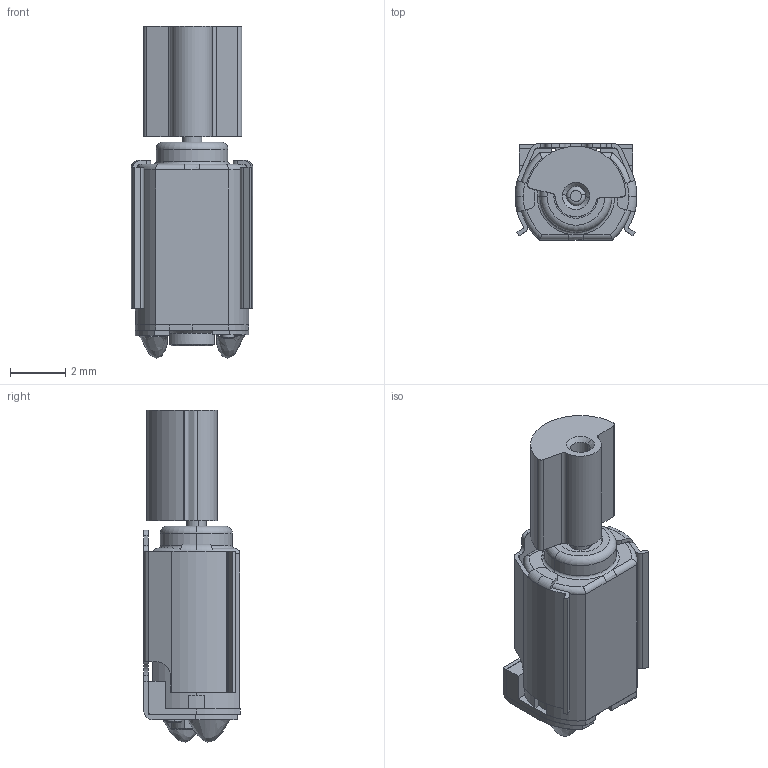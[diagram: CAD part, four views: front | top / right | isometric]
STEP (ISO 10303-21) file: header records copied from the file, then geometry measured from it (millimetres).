
FILE_DESCRIPTION(('FreeCAD Model'),'2;1');
FILE_NAME('VZ43FM1B8230001L-.stp', '2020-08-20T10:32:09',('Author'),(''), 'Open CASCADE STEP processor 7.3','FreeCAD','Unknown');
FILE_SCHEMA(('AUTOMOTIVE_DESIGN { 1 0 10303 214 1 1 1 1 }'));
Length unit declared in the file: millimetre
Products named in the file (49): VZ43FM1B8230001L__ASM; VZ43FM1B8230001L__1_ASM; 0_ASM; _4738301; _4738302; _4738303; 0002; 000; VZ43FM1B823000001_ASM; VZ43FM1B8230001L-431100_ASM; 431100_ASM; _50270; _57100; _146200; _2419800; _248910; _3048600; _327960; _3543000; _3844700; _424500; _4738300; _490330; _513520; _519830; 431100; 431100_ASM001; _73400; _129710; _192530; N-20907; _367640; 43119_7_0_7_900; 000_ASM; _225540; _394290; __3_00_ASM; _17430; _96650; _401020 ...
Assembly tree (55 placements, depth 6):
  VZ43FM1B8230001L__ASM
    VZ43FM1B8230001L__1_ASM
      0_ASM
        _4738301
        _4738302
        _4738303
      0002  x3
      000
      VZ43FM1B823000001_ASM
        VZ43FM1B8230001L-431100_ASM
          431100_ASM
            _50270
            _57100
            _146200
            _2419800
            _248910
            _3048600
            _327960
            _3543000
            _3844700
            _424500
            _4738300
            _490330
            _513520
            _519830
          431100
          431100_ASM001
            _73400
            _129710
            _192530
            N-20907
            _367640
          43119_7_0_7_900
      000_ASM
        _225540
        _394290
      __3_00_ASM
        _17430
        _96650
        _401020
      0004  x2
      00_ASM
        N-8992
        _281620
      00005  x2
      0_ASM001
        _4738301
        _4738302
        _4738303
      00006
      _R1_8_000
      00007
Bounding box: 4.4 x 3.48 x 12 mm (x, y, z)
Volume: 88.3 mm3; surface area: 721.3 mm2
Topology: 45 solids, 45 shells, 1522 faces, 4293 edges, 2872 vertices
Faces by surface type: cylinder 820, plane 517, torus 140, cone 33, bspline 12
Entity records: 50814 total; most frequent: CARTESIAN_POINT 10323, DIRECTION 8828, ORIENTED_EDGE 8176, EDGE_CURVE 4088, AXIS2_PLACEMENT_3D 3459, VERTEX_POINT 2739, CIRCLE 1976, LINE 1910
